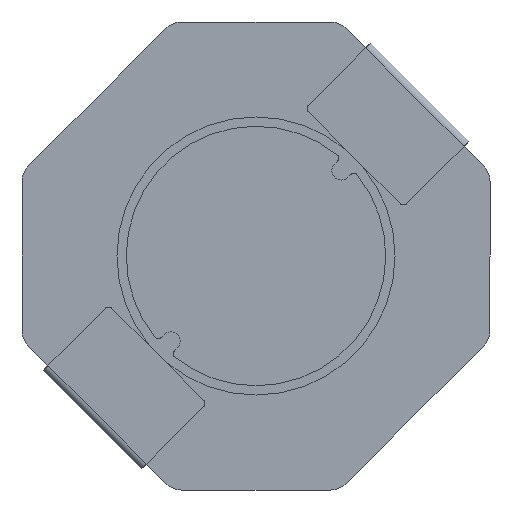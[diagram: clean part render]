
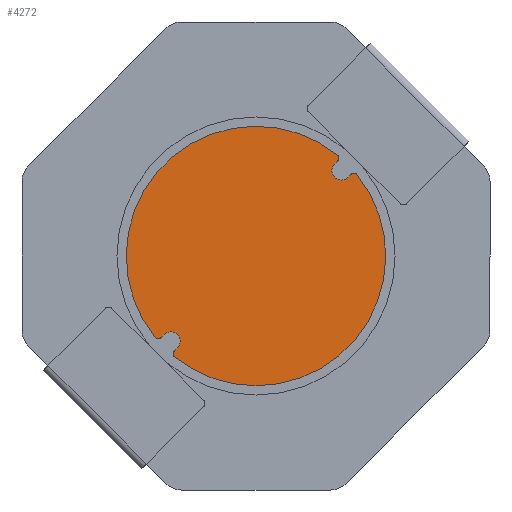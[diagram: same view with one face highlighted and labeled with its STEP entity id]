
A CAD part, front view. The second image highlights one B-rep face of the part: STEP entity #4272.
In plain terms, the highlighted planar face has unit normal (0, -1, 0).
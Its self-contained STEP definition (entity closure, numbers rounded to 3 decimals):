
#8 = ORIENTED_EDGE ( 'NONE', *, *, #3633, .T. ) ;
#15 = ORIENTED_EDGE ( 'NONE', *, *, #4285, .T. ) ;
#31 = ORIENTED_EDGE ( 'NONE', *, *, #1201, .T. ) ;
#54 = DIRECTION ( 'NONE',  ( 0., 0., -1. ) ) ;
#81 = ORIENTED_EDGE ( 'NONE', *, *, #2733, .T. ) ;
#100 = CIRCLE ( 'NONE', #356, 0.1 ) ;
#127 = DIRECTION ( 'NONE',  ( -0.707, 0., -0.707 ) ) ;
#143 = ORIENTED_EDGE ( 'NONE', *, *, #1154, .T. ) ;
#280 = VECTOR ( 'NONE', #3247, 1000. ) ;
#301 = EDGE_LOOP ( 'NONE', ( #3162, #773, #31, #362, #1538, #1248, #666, #81, #4107, #1058, #4077, #8, #505, #15, #143 ) ) ;
#356 = AXIS2_PLACEMENT_3D ( 'NONE', #2421, #2998, #2027 ) ;
#357 = VERTEX_POINT ( 'NONE', #3256 ) ;
#362 = ORIENTED_EDGE ( 'NONE', *, *, #2555, .T. ) ;
#382 = CARTESIAN_POINT ( 'NONE',  ( -2.109, 0.1, -1.685 ) ) ;
#409 = CIRCLE ( 'NONE', #3893, 0.2 ) ;
#505 = ORIENTED_EDGE ( 'NONE', *, *, #1665, .T. ) ;
#512 = CARTESIAN_POINT ( 'NONE',  ( 0., 0.1, 0. ) ) ;
#523 = DIRECTION ( 'NONE',  ( 0., -1., 0. ) ) ;
#553 = CARTESIAN_POINT ( 'NONE',  ( -2.039, 0.1, -1.756 ) ) ;
#554 = CARTESIAN_POINT ( 'NONE',  ( 4.55, 0.1, 1.602 ) ) ;
#573 = EDGE_CURVE ( 'NONE', #3283, #1760, #409, .T. ) ;
#611 = VECTOR ( 'NONE', #127, 1000. ) ;
#635 = VERTEX_POINT ( 'NONE', #4425 ) ;
#666 = ORIENTED_EDGE ( 'NONE', *, *, #1954, .T. ) ;
#773 = ORIENTED_EDGE ( 'NONE', *, *, #573, .T. ) ;
#795 = EDGE_CURVE ( 'NONE', #2180, #3283, #3774, .T. ) ;
#834 = CARTESIAN_POINT ( 'NONE',  ( -2.109, 0.1, -1.785 ) ) ;
#866 = CARTESIAN_POINT ( 'NONE',  ( 1.748, 0.1, 2.188 ) ) ;
#984 = AXIS2_PLACEMENT_3D ( 'NONE', #554, #1609, #3006 ) ;
#993 = CIRCLE ( 'NONE', #2568, 0.1 ) ;
#994 = CARTESIAN_POINT ( 'NONE',  ( 2.109, 0.1, 1.685 ) ) ;
#995 = CIRCLE ( 'NONE', #4231, 2.8 ) ;
#1016 = DIRECTION ( 'NONE',  ( 0., -1., 0. ) ) ;
#1058 = ORIENTED_EDGE ( 'NONE', *, *, #3705, .T. ) ;
#1087 = VERTEX_POINT ( 'NONE', #1823 ) ;
#1093 = VECTOR ( 'NONE', #3091, 1000. ) ;
#1154 = EDGE_CURVE ( 'NONE', #3299, #2180, #1740, .T. ) ;
#1166 = DIRECTION ( 'NONE',  ( 0., 0., -1. ) ) ;
#1193 = LINE ( 'NONE', #1876, #280 ) ;
#1201 = EDGE_CURVE ( 'NONE', #1760, #1623, #2074, .T. ) ;
#1248 = ORIENTED_EDGE ( 'NONE', *, *, #2589, .T. ) ;
#1378 = VERTEX_POINT ( 'NONE', #2653 ) ;
#1403 = DIRECTION ( 'NONE',  ( 0., 0., 1. ) ) ;
#1406 = FACE_OUTER_BOUND ( 'NONE', #301, .T. ) ;
#1429 = VERTEX_POINT ( 'NONE', #2986 ) ;
#1462 = CARTESIAN_POINT ( 'NONE',  ( 1.838, 0.1, 1.638 ) ) ;
#1496 = CARTESIAN_POINT ( 'NONE',  ( 2.039, 0.1, 1.756 ) ) ;
#1538 = ORIENTED_EDGE ( 'NONE', *, *, #3054, .T. ) ;
#1609 = DIRECTION ( 'NONE',  ( 0., 1., 0. ) ) ;
#1623 = VERTEX_POINT ( 'NONE', #2494 ) ;
#1655 = CARTESIAN_POINT ( 'NONE',  ( -2.039, 0.1, -1.756 ) ) ;
#1665 = EDGE_CURVE ( 'NONE', #1378, #635, #995, .T. ) ;
#1688 = VERTEX_POINT ( 'NONE', #2266 ) ;
#1696 = VERTEX_POINT ( 'NONE', #866 ) ;
#1716 = DIRECTION ( 'NONE',  ( 0., -1., 0. ) ) ;
#1720 = DIRECTION ( 'NONE',  ( 0., 0., -1. ) ) ;
#1721 = VERTEX_POINT ( 'NONE', #553 ) ;
#1723 = DIRECTION ( 'NONE',  ( 0., 0., -1. ) ) ;
#1740 = LINE ( 'NONE', #1496, #611 ) ;
#1742 = DIRECTION ( 'NONE',  ( 0., -1., 0. ) ) ;
#1760 = VERTEX_POINT ( 'NONE', #4041 ) ;
#1778 = CIRCLE ( 'NONE', #3864, 0.1 ) ;
#1805 = CARTESIAN_POINT ( 'NONE',  ( 2.039, 0.1, 1.756 ) ) ;
#1823 = CARTESIAN_POINT ( 'NONE',  ( -1.756, 0.1, -2.039 ) ) ;
#1876 = CARTESIAN_POINT ( 'NONE',  ( -1.756, 0.1, -2.039 ) ) ;
#1931 = AXIS2_PLACEMENT_3D ( 'NONE', #3848, #1742, #54 ) ;
#1954 = EDGE_CURVE ( 'NONE', #4127, #1721, #100, .T. ) ;
#2027 = DIRECTION ( 'NONE',  ( 0., 0., 1. ) ) ;
#2033 = LINE ( 'NONE', #1655, #1093 ) ;
#2060 = DIRECTION ( 'NONE',  ( 0., 1., 0. ) ) ;
#2069 = DIRECTION ( 'NONE',  ( 0., 0., -1. ) ) ;
#2074 = LINE ( 'NONE', #3958, #3819 ) ;
#2174 = CIRCLE ( 'NONE', #2847, 2.8 ) ;
#2180 = VERTEX_POINT ( 'NONE', #3803 ) ;
#2241 = CARTESIAN_POINT ( 'NONE',  ( -1.838, 0.1, -1.838 ) ) ;
#2248 = CARTESIAN_POINT ( 'NONE',  ( 0., 0.1, 0. ) ) ;
#2266 = CARTESIAN_POINT ( 'NONE',  ( -1.748, 0.1, -2.188 ) ) ;
#2270 = DIRECTION ( 'NONE',  ( 0., 0., -1. ) ) ;
#2369 = CIRCLE ( 'NONE', #1931, 2.8 ) ;
#2399 = AXIS2_PLACEMENT_3D ( 'NONE', #2241, #2951, #2632 ) ;
#2421 = CARTESIAN_POINT ( 'NONE',  ( -2.109, 0.1, -1.685 ) ) ;
#2472 = DIRECTION ( 'NONE',  ( 0., -1., 0. ) ) ;
#2494 = CARTESIAN_POINT ( 'NONE',  ( 1.756, 0.1, 2.039 ) ) ;
#2555 = EDGE_CURVE ( 'NONE', #1623, #1696, #3511, .T. ) ;
#2568 = AXIS2_PLACEMENT_3D ( 'NONE', #4474, #4148, #1723 ) ;
#2589 = EDGE_CURVE ( 'NONE', #357, #4127, #2663, .T. ) ;
#2632 = DIRECTION ( 'NONE',  ( 0., 0., 1. ) ) ;
#2653 = CARTESIAN_POINT ( 'NONE',  ( 0., 0.1, -2.8 ) ) ;
#2663 = CIRCLE ( 'NONE', #4276, 0.1 ) ;
#2733 = EDGE_CURVE ( 'NONE', #1721, #3616, #2033, .T. ) ;
#2847 = AXIS2_PLACEMENT_3D ( 'NONE', #2248, #523, #3949 ) ;
#2904 = DIRECTION ( 'NONE',  ( 0.707, 0., 0.707 ) ) ;
#2951 = DIRECTION ( 'NONE',  ( 0., 1., 0. ) ) ;
#2986 = CARTESIAN_POINT ( 'NONE',  ( -1.697, 0.1, -1.98 ) ) ;
#2998 = DIRECTION ( 'NONE',  ( 0., -1., 0. ) ) ;
#3006 = DIRECTION ( 'NONE',  ( 0., 0., 1. ) ) ;
#3048 = EDGE_CURVE ( 'NONE', #1087, #1688, #993, .T. ) ;
#3054 = EDGE_CURVE ( 'NONE', #1696, #357, #2369, .T. ) ;
#3091 = DIRECTION ( 'NONE',  ( 0.707, 0., 0.707 ) ) ;
#3162 = ORIENTED_EDGE ( 'NONE', *, *, #795, .T. ) ;
#3247 = DIRECTION ( 'NONE',  ( -0.707, 0., -0.707 ) ) ;
#3256 = CARTESIAN_POINT ( 'NONE',  ( -2.188, 0.1, -1.748 ) ) ;
#3260 = AXIS2_PLACEMENT_3D ( 'NONE', #4141, #2060, #1720 ) ;
#3283 = VERTEX_POINT ( 'NONE', #1462 ) ;
#3299 = VERTEX_POINT ( 'NONE', #1805 ) ;
#3304 = DIRECTION ( 'NONE',  ( 0., -1., 0. ) ) ;
#3306 = CARTESIAN_POINT ( 'NONE',  ( 1.838, 0.1, 1.838 ) ) ;
#3382 = PLANE ( 'NONE',  #984 ) ;
#3483 = CARTESIAN_POINT ( 'NONE',  ( 1.685, 0.1, 2.109 ) ) ;
#3511 = CIRCLE ( 'NONE', #3529, 0.1 ) ;
#3529 = AXIS2_PLACEMENT_3D ( 'NONE', #3483, #2472, #2069 ) ;
#3596 = CIRCLE ( 'NONE', #2399, 0.2 ) ;
#3616 = VERTEX_POINT ( 'NONE', #3968 ) ;
#3633 = EDGE_CURVE ( 'NONE', #1688, #1378, #2174, .T. ) ;
#3674 = DIRECTION ( 'NONE',  ( 0., 1., 0. ) ) ;
#3705 = EDGE_CURVE ( 'NONE', #1429, #1087, #1193, .T. ) ;
#3774 = CIRCLE ( 'NONE', #3260, 0.2 ) ;
#3803 = CARTESIAN_POINT ( 'NONE',  ( 1.98, 0.1, 1.697 ) ) ;
#3819 = VECTOR ( 'NONE', #2904, 1000. ) ;
#3848 = CARTESIAN_POINT ( 'NONE',  ( 0., 0.1, 0. ) ) ;
#3864 = AXIS2_PLACEMENT_3D ( 'NONE', #994, #1016, #4117 ) ;
#3893 = AXIS2_PLACEMENT_3D ( 'NONE', #3306, #3674, #2270 ) ;
#3949 = DIRECTION ( 'NONE',  ( 0., 0., -1. ) ) ;
#3958 = CARTESIAN_POINT ( 'NONE',  ( 1.756, 0.1, 2.039 ) ) ;
#3968 = CARTESIAN_POINT ( 'NONE',  ( -1.98, 0.1, -1.697 ) ) ;
#4041 = CARTESIAN_POINT ( 'NONE',  ( 1.697, 0.1, 1.98 ) ) ;
#4068 = EDGE_CURVE ( 'NONE', #3616, #1429, #3596, .T. ) ;
#4077 = ORIENTED_EDGE ( 'NONE', *, *, #3048, .T. ) ;
#4107 = ORIENTED_EDGE ( 'NONE', *, *, #4068, .T. ) ;
#4117 = DIRECTION ( 'NONE',  ( 0., 0., 1. ) ) ;
#4127 = VERTEX_POINT ( 'NONE', #834 ) ;
#4141 = CARTESIAN_POINT ( 'NONE',  ( 1.838, 0.1, 1.838 ) ) ;
#4148 = DIRECTION ( 'NONE',  ( 0., -1., 0. ) ) ;
#4231 = AXIS2_PLACEMENT_3D ( 'NONE', #512, #3304, #1166 ) ;
#4272 = ADVANCED_FACE ( 'NONE', ( #1406 ), #3382, .F. ) ;
#4276 = AXIS2_PLACEMENT_3D ( 'NONE', #382, #1716, #1403 ) ;
#4285 = EDGE_CURVE ( 'NONE', #635, #3299, #1778, .T. ) ;
#4425 = CARTESIAN_POINT ( 'NONE',  ( 2.188, 0.1, 1.748 ) ) ;
#4474 = CARTESIAN_POINT ( 'NONE',  ( -1.685, 0.1, -2.109 ) ) ;
